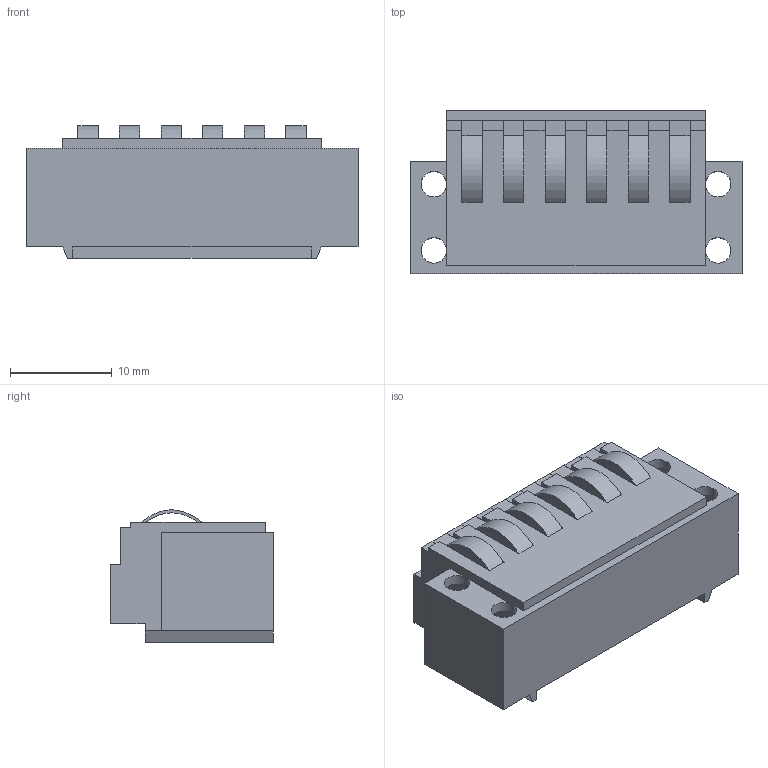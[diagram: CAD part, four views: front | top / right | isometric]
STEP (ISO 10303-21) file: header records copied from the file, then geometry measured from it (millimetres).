
FILE_DESCRIPTION (( 'STEP AP214' ), '1' );
FILE_NAME ('DF750-G-06P-11-01A(H).STEP', '2023-01-13T13:39:26', ( '' ), ( '' ), 'SwSTEP 2.0', 'SolidWorks 2018', '' );
FILE_SCHEMA (( 'AUTOMOTIVE_DESIGN' ));
Length unit declared in the file: millimetre
Products named in the file (4): SmallPin^DF750-G-06P-11-01A(H); Body^DF750-G-06P-11-01A(H); DF750-G-06P-11-01A(H); BigPin^DF750-G-06P-11-01A(H)
Assembly tree (13 placements, depth 2):
  DF750-G-06P-11-01A(H)
    Body^DF750-G-06P-11-01A(H)
    SmallPin^DF750-G-06P-11-01A(H)  x6
    BigPin^DF750-G-06P-11-01A(H)  x6
Bounding box: 32.6 x 16 x 13 mm (x, y, z)
Volume: 3896.9 mm3; surface area: 3811.5 mm2
Topology: 13 solids, 13 shells, 238 faces, 650 edges, 422 vertices
Faces by surface type: plane 212, cylinder 14, bspline 12
Entity records: 5448 total; most frequent: CARTESIAN_POINT 964, ORIENTED_EDGE 940, DIRECTION 846, EDGE_CURVE 470, LINE 430, VECTOR 430, VERTEX_POINT 302, AXIS2_PLACEMENT_3D 208
